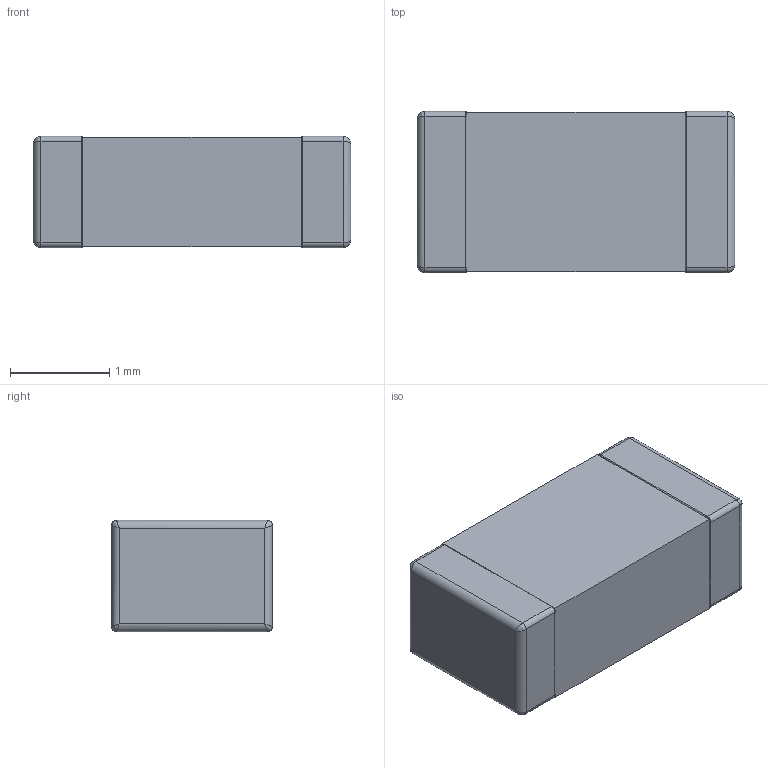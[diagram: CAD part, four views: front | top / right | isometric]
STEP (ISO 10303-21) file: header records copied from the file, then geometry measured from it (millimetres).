
FILE_DESCRIPTION (( 'STEP AP214' ), '1' );
FILE_NAME ('8AE4AACC-3B5F-4D75-BC13-52A7737DF9F7.STEP', '2024-09-26T20:33:08', ( '' ), ( '' ), 'SwSTEP 2.0', 'SolidWorks 2022', '' );
FILE_SCHEMA (( 'AUTOMOTIVE_DESIGN' ));
Length unit declared in the file: millimetre
Products named in the file (1): 8AE4AACC-3B5F-4D75-BC13-52A7737DF9F7
Bounding box: 3.2 x 1.62 x 1.12 mm (x, y, z)
Volume: 5.7 mm3; surface area: 27.6 mm2
Topology: 3 solids, 3 shells, 58 faces, 124 edges, 64 vertices
Faces by surface type: cylinder 24, plane 18, torus 8, bspline 8
Entity records: 2254 total; most frequent: CARTESIAN_POINT 423, DIRECTION 242, ORIENTED_EDGE 232, EDGE_CURVE 116, AXIS2_PLACEMENT_3D 91, VERTEX_POINT 64, UNCERTAINTY_MEASURE_WITH_UNIT 63, STYLED_ITEM 62
